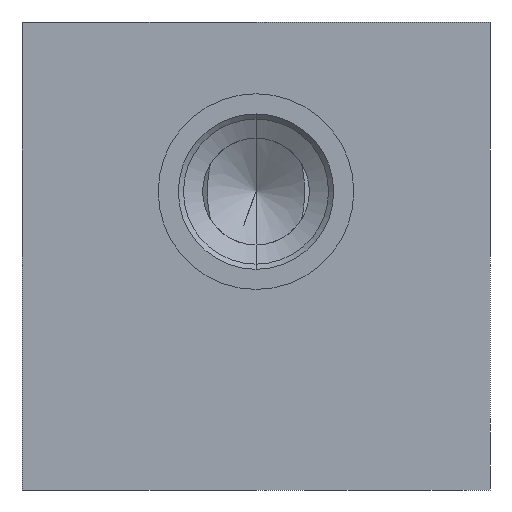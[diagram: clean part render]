
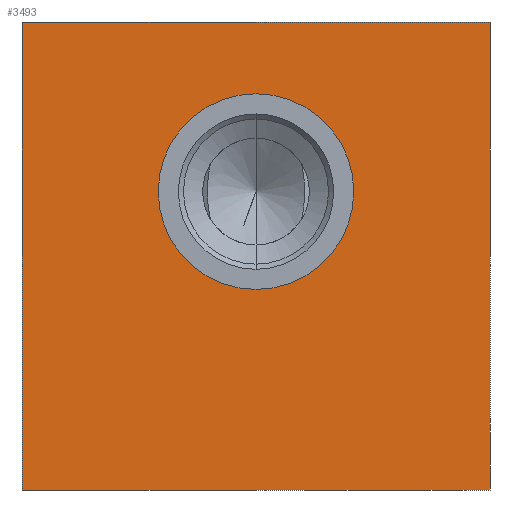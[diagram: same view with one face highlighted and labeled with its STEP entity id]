
A CAD part, left-side view. The second image highlights one B-rep face of the part: STEP entity #3493.
In plain terms, the highlighted planar face has unit normal (-1, 0, 0).
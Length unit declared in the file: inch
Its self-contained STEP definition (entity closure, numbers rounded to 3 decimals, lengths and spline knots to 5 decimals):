
#1=DIRECTION('',(0.,-1.,0.));
#2=VECTOR('',#1,5.);
#3=CARTESIAN_POINT('',(0.,0.,0.));
#4=LINE('',#3,#2);
#37=DIRECTION('',(0.,0.,1.));
#38=VECTOR('',#37,5.);
#39=CARTESIAN_POINT('',(0.,0.,0.));
#40=LINE('',#39,#38);
#41=CARTESIAN_POINT('',(0.,-2.5,3.188));
#42=DIRECTION('',(1.,0.,0.));
#43=DIRECTION('',(0.,0.,-1.));
#44=AXIS2_PLACEMENT_3D('',#41,#42,#43);
#46=CARTESIAN_POINT('',(0.,-2.5,3.188));
#47=DIRECTION('',(1.,0.,0.));
#48=DIRECTION('',(0.,0.,1.));
#49=AXIS2_PLACEMENT_3D('',#46,#47,#48);
#99=DIRECTION('',(0.,0.,1.));
#100=VECTOR('',#99,5.);
#101=CARTESIAN_POINT('',(0.,-5.,0.));
#102=LINE('',#101,#100);
#123=DIRECTION('',(0.,-1.,0.));
#124=VECTOR('',#123,5.);
#125=CARTESIAN_POINT('',(0.,0.,5.));
#126=LINE('',#125,#124);
#3021=CARTESIAN_POINT('',(0.,0.,0.));
#3022=CARTESIAN_POINT('',(0.,-5.,0.));
#3023=VERTEX_POINT('',#3021);
#3024=VERTEX_POINT('',#3022);
#3029=CARTESIAN_POINT('',(0.,0.,5.));
#3030=CARTESIAN_POINT('',(0.,-5.,5.));
#3031=VERTEX_POINT('',#3029);
#3032=VERTEX_POINT('',#3030);
#3273=CARTESIAN_POINT('',(0.,-2.5,2.143));
#3274=CARTESIAN_POINT('',(0.,-2.5,4.233));
#3275=VERTEX_POINT('',#3273);
#3276=VERTEX_POINT('',#3274);
#3473=CARTESIAN_POINT('',(0.,0.,0.));
#3474=DIRECTION('',(-1.,0.,0.));
#3475=DIRECTION('',(0.,-1.,0.));
#3476=AXIS2_PLACEMENT_3D('',#3473,#3474,#3475);
#3477=PLANE('',#3476);
#3478=ORIENTED_EDGE('',*,*,#3450,.F.);
#3480=ORIENTED_EDGE('',*,*,#3479,.T.);
#3482=ORIENTED_EDGE('',*,*,#3481,.T.);
#3484=ORIENTED_EDGE('',*,*,#3483,.F.);
#3485=EDGE_LOOP('',(#3478,#3480,#3482,#3484));
#3486=FACE_OUTER_BOUND('',#3485,.F.);
#3488=ORIENTED_EDGE('',*,*,#3487,.F.);
#3490=ORIENTED_EDGE('',*,*,#3489,.F.);
#3491=EDGE_LOOP('',(#3488,#3490));
#3492=FACE_BOUND('',#3491,.F.);
#3493=ADVANCED_FACE('',(#3486,#3492),#3477,.T.);
#45=CIRCLE('',#44,1.045);
#50=CIRCLE('',#49,1.045);
#3450=EDGE_CURVE('',#3023,#3024,#4,.T.);
#3479=EDGE_CURVE('',#3023,#3031,#40,.T.);
#3481=EDGE_CURVE('',#3031,#3032,#126,.T.);
#3483=EDGE_CURVE('',#3024,#3032,#102,.T.);
#3487=EDGE_CURVE('',#3275,#3276,#45,.T.);
#3489=EDGE_CURVE('',#3276,#3275,#50,.T.);
